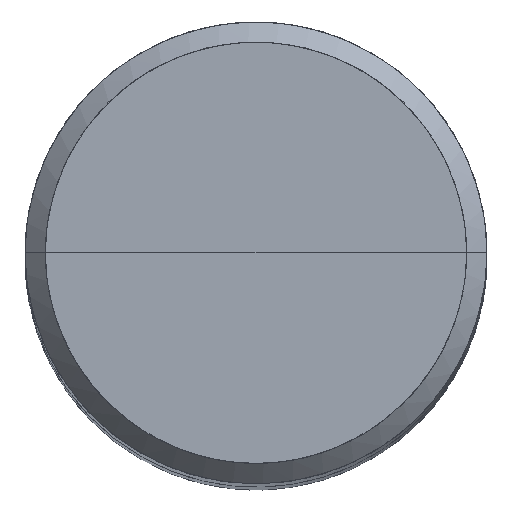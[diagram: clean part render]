
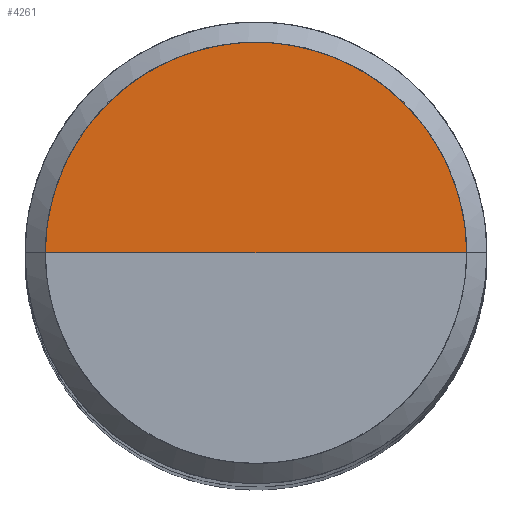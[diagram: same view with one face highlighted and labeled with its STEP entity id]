
A CAD part, top view. The second image highlights one B-rep face of the part: STEP entity #4261.
In plain terms, the highlighted free-form (B-spline) face has degree [1, 2] with [2, 5] control points.
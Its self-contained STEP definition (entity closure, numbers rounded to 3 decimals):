
#3998=CARTESIAN_POINT('',(7.3,0.0,60.0));
#3999=CARTESIAN_POINT('',(7.3,7.3,60.0));
#4000=CARTESIAN_POINT('',(0.0,7.3,60.0));
#4001=CARTESIAN_POINT('',(-7.3,7.3,60.0));
#4002=CARTESIAN_POINT('',(-7.3,0.0,60.0));
#4003=CARTESIAN_POINT('',(0.0,0.0,60.0));
#4246=(
BOUNDED_SURFACE()
B_SPLINE_SURFACE(1,2,(
(#3998,#3999,#4000,#4001,#4002),
(#4003,#4003,#4003,#4003,#4003)
), .UNSPECIFIED.,.F.,.F.,.F.)
B_SPLINE_SURFACE_WITH_KNOTS((2,2),(3,2,3),(
0.0,1.0),(
0.0,0.5,1.0), .UNSPECIFIED.)
GEOMETRIC_REPRESENTATION_ITEM()
RATIONAL_B_SPLINE_SURFACE(((1.0,0.707,1.0,0.707,1.0),
(1.0,0.707,1.0,0.707,1.0)
))
REPRESENTATION_ITEM('')
SURFACE()
);
#4247=(
BOUNDED_CURVE()
B_SPLINE_CURVE(2,(#4002,#4001,#4000,#3999,#3998),.UNSPECIFIED.,.F.,.F.)
B_SPLINE_CURVE_WITH_KNOTS((3,2,3),
(0.0,0.5,1.0),.UNSPECIFIED.)
CURVE()
GEOMETRIC_REPRESENTATION_ITEM()
RATIONAL_B_SPLINE_CURVE((1.0,0.707,1.0,0.707,1.0))
REPRESENTATION_ITEM('')
);
#4248=(
BOUNDED_CURVE()
B_SPLINE_CURVE(1,(#3998,#4003),.UNSPECIFIED.,.F.,.F.)
B_SPLINE_CURVE_WITH_KNOTS((2,2),
(0.0,1.0),.UNSPECIFIED.)
CURVE()
GEOMETRIC_REPRESENTATION_ITEM()
RATIONAL_B_SPLINE_CURVE((1.0,1.0))
REPRESENTATION_ITEM('')
);
#4249=(
BOUNDED_CURVE()
B_SPLINE_CURVE(1,(#4003,#4002),.UNSPECIFIED.,.F.,.F.)
B_SPLINE_CURVE_WITH_KNOTS((2,2),
(0.0,1.0),.UNSPECIFIED.)
CURVE()
GEOMETRIC_REPRESENTATION_ITEM()
RATIONAL_B_SPLINE_CURVE((1.0,1.0))
REPRESENTATION_ITEM('')
);
#4250=VERTEX_POINT('',#3998);
#4251=VERTEX_POINT('',#4002);
#4252=VERTEX_POINT('',#4003);
#4253=EDGE_CURVE('',#4251,#4250,#4247,.T.);
#4254=EDGE_CURVE('',#4250,#4252,#4248,.T.);
#4255=EDGE_CURVE('',#4252,#4251,#4249,.T.);
#4256=ORIENTED_EDGE('',*,*,#4253,.T.);
#4257=ORIENTED_EDGE('',*,*,#4254,.T.);
#4258=ORIENTED_EDGE('',*,*,#4255,.T.);
#4259=EDGE_LOOP('',(#4256,#4257,#4258));
#4260=FACE_OUTER_BOUND('',#4259,.T.);
#4261=ADVANCED_FACE('',(#4260),#4246,.T.);
